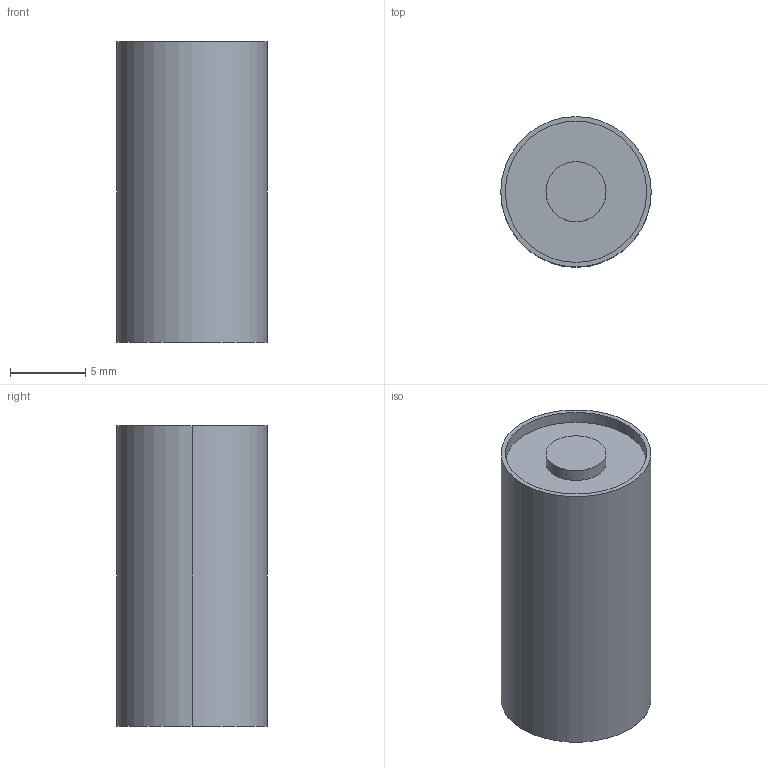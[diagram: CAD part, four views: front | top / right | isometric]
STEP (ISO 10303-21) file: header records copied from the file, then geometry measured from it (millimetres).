
FILE_DESCRIPTION (( 'STEP AP214' ), '1' );
FILE_NAME ('batteryDummyGreen.STEP', '2023-06-19T12:51:53', ( '' ), ( '' ), 'SwSTEP 2.0', 'SolidWorks 2021', '' );
FILE_SCHEMA (( 'AUTOMOTIVE_DESIGN' ));
Length unit declared in the file: millimetre
Products named in the file (1): batteryDummyGreen
Bounding box: 10 x 10 x 20 mm (x, y, z)
Volume: 1525.3 mm3; surface area: 819.1 mm2
Topology: 1 solids, 1 shells, 10 faces, 18 edges, 12 vertices
Faces by surface type: cylinder 6, plane 4
Entity records: 288 total; most frequent: DIRECTION 52, CARTESIAN_POINT 41, ORIENTED_EDGE 36, AXIS2_PLACEMENT_3D 23, EDGE_CURVE 18, EDGE_LOOP 12, CIRCLE 12, VERTEX_POINT 12
